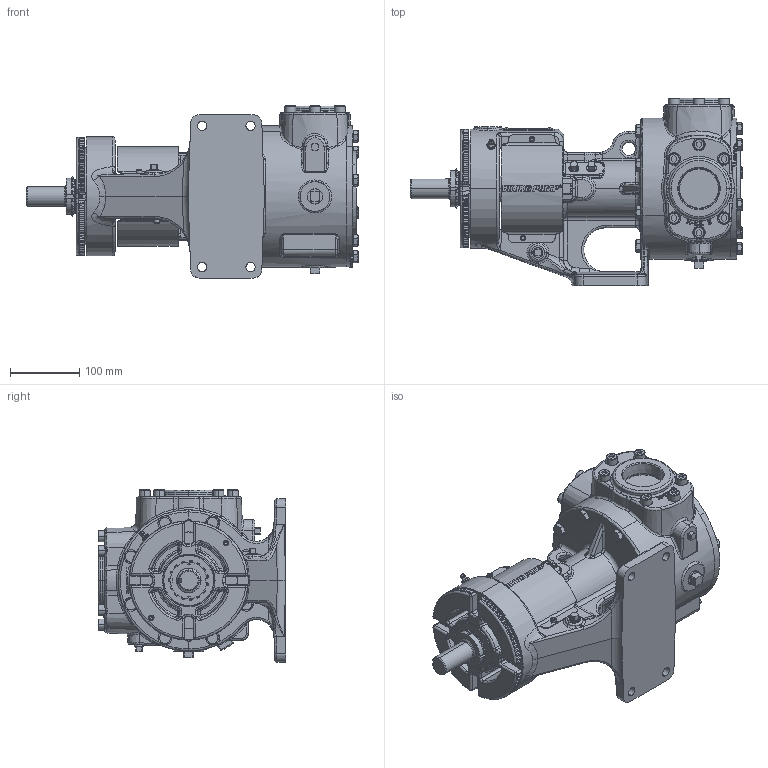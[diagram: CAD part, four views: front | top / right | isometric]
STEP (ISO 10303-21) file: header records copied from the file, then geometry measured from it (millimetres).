
FILE_DESCRIPTION (( 'STEP AP214' ), '1' );
FILE_NAME ('KV-2639.STEP', '2024-04-02T21:25:15', ( '' ), ( '' ), 'SwSTEP 2.0', 'SolidWorks 2022', '' );
FILE_SCHEMA (( 'AUTOMOTIVE_DESIGN' ));
Length unit declared in the file: inch
Products named in the file (1): KV-2639
Bounding box: 477.84 x 269.94 x 247.71 mm (x, y, z)
Volume: 8442932.6 mm3; surface area: 597612.3 mm2
Topology: 1 solids, 1 shells, 4627 faces, 11509 edges, 7099 vertices
Faces by surface type: plane 1503, bspline 1461, cone 744, cylinder 688, torus 142, sphere 89
Entity records: 267556 total; most frequent: CARTESIAN_POINT 109326, ORIENTED_EDGE 22896, DIRECTION 16546, EDGE_CURVE 11448, VERTEX_POINT 7096, AXIS2_PLACEMENT_3D 6090, EDGE_LOOP 4924, UNCERTAINTY_MEASURE_WITH_UNIT 4630
